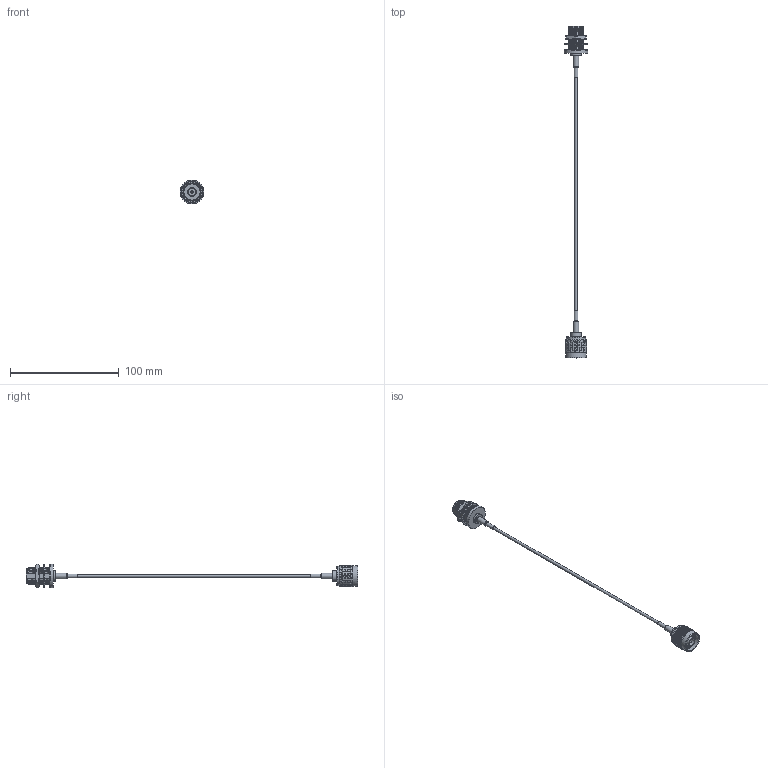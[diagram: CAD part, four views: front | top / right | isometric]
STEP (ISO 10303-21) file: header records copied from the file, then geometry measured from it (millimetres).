
FILE_DESCRIPTION(/* description */ ('Unknown'),/* implementation_level */ '2;1');
FILE_NAME(/* name */ '65506211630501',/* time_stamp */ '2022-04-20T16:24:48+02:00',/* author */ ('Unknown'),/* organization */ ('Unknown'),/* preprocessor_version */ 'ST-DEVELOPER v16.7',/* originating_system */ 'Solid Edge',/* authorisation */ 'Unknown');
FILE_SCHEMA (('AUTOMOTIVE_DESIGN {1 0 10303 214 3 1 1}'));
Products named in the file (1): 65506211630501
Bounding box: 22 x 304.8 x 22 mm (x, y, z)
Volume: 10251.3 mm3; surface area: 12095.1 mm2
Topology: 2 solids, 2 shells, 1577 faces, 3451 edges, 1900 vertices
Faces by surface type: bspline 993, cylinder 402, plane 127, cone 49, torus 6
Full cylindrical faces by diameter (mm): 1.65 x1, 1.75 x1, 2.1 x1, 2.15 x1, 2.6 x1, 3.04 x1, 3.6 x2, 4.9 x2, 5.7 x1, 5.83 x1, 5.85 x1, 5.9 x1, 6 x1, 7 x4, 7.3 x1, 8 x1, 8.2 x1, 8.6 x1, 9.8 x2, 10.15 x1, 15.8 x1, 16.5 x3, 17.5 x2, 17.7 x2, 18 x1, 19.1 x2, 20 x1, 22 x2
Entity records: 195778 total; most frequent: CARTESIAN_POINT 162585, ORIENTED_EDGE 6668, EDGE_CURVE 3334, DIRECTION 2139, VERTEX_POINT 1863, FACE_BOUND 1687, EDGE_LOOP 1686, ADVANCED_FACE 1575
